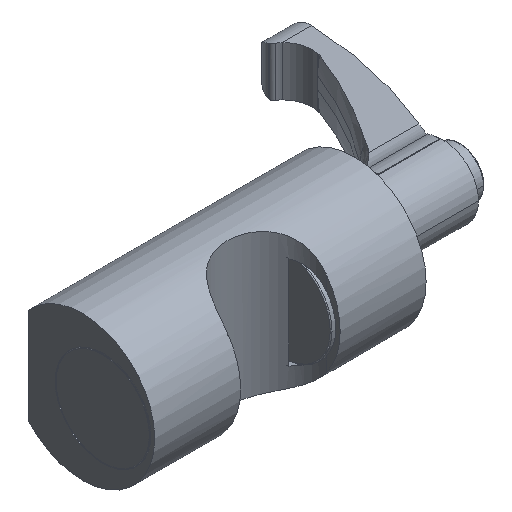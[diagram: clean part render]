
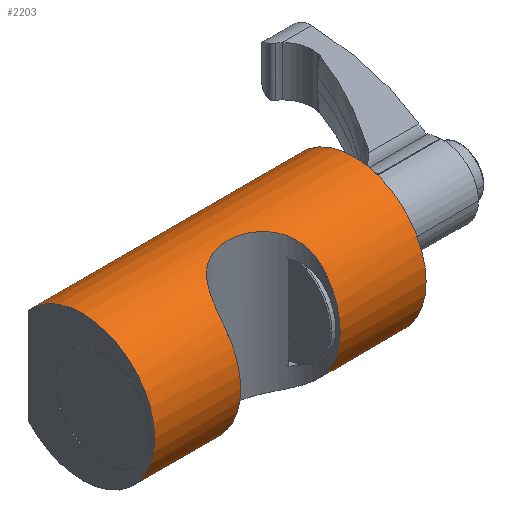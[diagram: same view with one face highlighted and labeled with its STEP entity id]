
A CAD part, isometric view. The second image highlights one B-rep face of the part: STEP entity #2203.
In plain terms, the highlighted cylindrical face has radius 16 mm (diameter 32 mm), a partial arc.
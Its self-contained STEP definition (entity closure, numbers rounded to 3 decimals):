
#1=CARTESIAN_POINT('',(-30.,4.5,0.));
#2=DIRECTION('',(1.,0.,0.));
#3=DIRECTION('',(0.,0.75,0.661));
#4=AXIS2_PLACEMENT_3D('',#1,#2,#3);
#20=DIRECTION('',(1.,0.,0.));
#21=VECTOR('',#20,60.);
#22=CARTESIAN_POINT('',(-30.,16.5,10.583));
#23=LINE('',#22,#21);
#24=CARTESIAN_POINT('',(-11.,-8.5,9.327));
#25=CARTESIAN_POINT('',(-11.,-8.19,9.76));
#26=CARTESIAN_POINT('',(-10.973,-7.546,10.566));
#27=CARTESIAN_POINT('',(-10.841,-6.547,11.602));
#28=CARTESIAN_POINT('',(-10.612,-5.542,12.479));
#29=CARTESIAN_POINT('',(-10.283,-4.545,13.216));
#30=CARTESIAN_POINT('',(-9.852,-3.568,13.832));
#31=CARTESIAN_POINT('',(-9.317,-2.617,14.342));
#32=CARTESIAN_POINT('',(-8.673,-1.702,14.76));
#33=CARTESIAN_POINT('',(-7.917,-0.834,15.094));
#34=CARTESIAN_POINT('',(-7.048,-0.026,15.353));
#35=CARTESIAN_POINT('',(-6.068,0.702,15.548));
#36=CARTESIAN_POINT('',(-4.986,1.332,15.687));
#37=CARTESIAN_POINT('',(-3.817,1.843,15.78));
#38=CARTESIAN_POINT('',(-2.581,2.219,15.838));
#39=CARTESIAN_POINT('',(-1.302,2.449,15.868));
#40=CARTESIAN_POINT('',(0.,2.526,15.878));
#41=CARTESIAN_POINT('',(1.302,2.449,15.868));
#42=CARTESIAN_POINT('',(2.581,2.219,15.838));
#43=CARTESIAN_POINT('',(3.817,1.843,15.78));
#44=CARTESIAN_POINT('',(4.986,1.332,15.687));
#45=CARTESIAN_POINT('',(6.069,0.702,15.548));
#46=CARTESIAN_POINT('',(7.048,-0.026,15.353));
#47=CARTESIAN_POINT('',(7.917,-0.834,15.094));
#48=CARTESIAN_POINT('',(8.673,-1.703,14.759));
#49=CARTESIAN_POINT('',(9.317,-2.618,14.342));
#50=CARTESIAN_POINT('',(9.852,-3.568,13.832));
#51=CARTESIAN_POINT('',(10.283,-4.545,13.216));
#52=CARTESIAN_POINT('',(10.612,-5.542,12.479));
#53=CARTESIAN_POINT('',(10.841,-6.547,11.602));
#54=CARTESIAN_POINT('',(10.973,-7.546,10.566));
#55=CARTESIAN_POINT('',(11.,-8.19,9.76));
#56=CARTESIAN_POINT('',(11.,-8.5,9.327));
#58=CARTESIAN_POINT('',(-11.,4.5,0.));
#59=DIRECTION('',(1.,0.,0.));
#60=DIRECTION('',(0.,-0.813,0.583));
#61=AXIS2_PLACEMENT_3D('',#58,#59,#60);
#63=CARTESIAN_POINT('',(11.,-8.5,-9.327));
#64=CARTESIAN_POINT('',(11.,-8.19,-9.76));
#65=CARTESIAN_POINT('',(10.973,-7.546,-10.566));
#66=CARTESIAN_POINT('',(10.841,-6.547,-11.602));
#67=CARTESIAN_POINT('',(10.612,-5.542,-12.479));
#68=CARTESIAN_POINT('',(10.283,-4.545,-13.216));
#69=CARTESIAN_POINT('',(9.852,-3.568,-13.832));
#70=CARTESIAN_POINT('',(9.317,-2.618,-14.342));
#71=CARTESIAN_POINT('',(8.673,-1.703,-14.759));
#72=CARTESIAN_POINT('',(7.917,-0.834,-15.094));
#73=CARTESIAN_POINT('',(7.048,-0.026,-15.353));
#74=CARTESIAN_POINT('',(6.069,0.702,-15.548));
#75=CARTESIAN_POINT('',(4.986,1.332,-15.687));
#76=CARTESIAN_POINT('',(3.817,1.843,-15.78));
#77=CARTESIAN_POINT('',(2.581,2.219,-15.838));
#78=CARTESIAN_POINT('',(1.302,2.449,-15.868));
#79=CARTESIAN_POINT('',(0.,2.526,-15.878));
#80=CARTESIAN_POINT('',(-1.302,2.449,-15.868));
#81=CARTESIAN_POINT('',(-2.581,2.219,-15.838));
#82=CARTESIAN_POINT('',(-3.817,1.843,-15.78));
#83=CARTESIAN_POINT('',(-4.986,1.332,-15.687));
#84=CARTESIAN_POINT('',(-6.068,0.702,-15.548));
#85=CARTESIAN_POINT('',(-7.048,-0.026,
-15.353));
#86=CARTESIAN_POINT('',(-7.917,-0.834,
-15.094));
#87=CARTESIAN_POINT('',(-8.673,-1.702,-14.76));
#88=CARTESIAN_POINT('',(-9.317,-2.617,-14.342));
#89=CARTESIAN_POINT('',(-9.852,-3.568,-13.832));
#90=CARTESIAN_POINT('',(-10.283,-4.545,-13.216));
#91=CARTESIAN_POINT('',(-10.612,-5.542,-12.479));
#92=CARTESIAN_POINT('',(-10.841,-6.547,-11.602));
#93=CARTESIAN_POINT('',(-10.973,-7.546,-10.566));
#94=CARTESIAN_POINT('',(-11.,-8.19,-9.76));
#95=CARTESIAN_POINT('',(-11.,-8.5,-9.327));
#97=CARTESIAN_POINT('',(11.,4.5,0.));
#98=DIRECTION('',(-1.,0.,0.));
#99=DIRECTION('',(0.,-0.813,-0.583));
#100=AXIS2_PLACEMENT_3D('',#97,#98,#99);
#102=DIRECTION('',(1.,0.,0.));
#103=VECTOR('',#102,60.);
#104=CARTESIAN_POINT('',(-30.,16.5,-10.583));
#105=LINE('',#104,#103);
#146=CARTESIAN_POINT('',(30.,4.5,0.));
#147=DIRECTION('',(1.,0.,0.));
#148=DIRECTION('',(0.,0.75,0.661));
#149=AXIS2_PLACEMENT_3D('',#146,#147,#148);
#1803=CARTESIAN_POINT('',(-30.,16.5,-10.583));
#1804=CARTESIAN_POINT('',(-30.,16.5,10.583));
#1805=VERTEX_POINT('',#1803);
#1806=VERTEX_POINT('',#1804);
#1807=CARTESIAN_POINT('',(30.,16.5,-10.583));
#1808=CARTESIAN_POINT('',(30.,16.5,10.583));
#1809=VERTEX_POINT('',#1807);
#1810=VERTEX_POINT('',#1808);
#1841=VERTEX_POINT('',#24);
#1842=VERTEX_POINT('',#56);
#1843=VERTEX_POINT('',#63);
#1844=VERTEX_POINT('',#95);
#2179=CARTESIAN_POINT('',(-30.,4.5,0.));
#2180=DIRECTION('',(1.,0.,0.));
#2181=DIRECTION('',(0.,-1.,0.));
#2182=AXIS2_PLACEMENT_3D('',#2179,#2180,#2181);
#2183=CYLINDRICAL_SURFACE('',#2182,16.);
#2184=ORIENTED_EDGE('',*,*,#2166,.F.);
#2186=ORIENTED_EDGE('',*,*,#2185,.T.);
#2188=ORIENTED_EDGE('',*,*,#2187,.T.);
#2190=ORIENTED_EDGE('',*,*,#2189,.F.);
#2191=EDGE_LOOP('',(#2184,#2186,#2188,#2190));
#2192=FACE_OUTER_BOUND('',#2191,.F.);
#2194=ORIENTED_EDGE('',*,*,#2193,.F.);
#2196=ORIENTED_EDGE('',*,*,#2195,.T.);
#2198=ORIENTED_EDGE('',*,*,#2197,.F.);
#2200=ORIENTED_EDGE('',*,*,#2199,.T.);
#2201=EDGE_LOOP('',(#2194,#2196,#2198,#2200));
#2202=FACE_BOUND('',#2201,.F.);
#2203=ADVANCED_FACE('',(#2192,#2202),#2183,.T.);
#5=CIRCLE('',#4,16.);
#57=B_SPLINE_CURVE_WITH_KNOTS('',3,(#24,#25,#26,#27,#28,#29,#30,#31,#32,#33,#34,
#35,#36,#37,#38,#39,#40,#41,#42,#43,#44,#45,#46,#47,#48,#49,#50,#51,#52,#53,#54,
#55,#56),.UNSPECIFIED.,.F.,.F.,(4,1,1,1,1,1,1,1,1,1,1,1,1,1,1,1,1,1,1,1,1,1,1,1,
1,1,1,1,1,1,4),(0.,0.033,0.067,0.1,
0.133,0.167,0.2,0.233,0.267,
0.3,0.333,0.367,0.4,0.433,
0.467,0.5,0.533,0.567,0.6,
0.633,0.667,0.7,0.733,0.767,
0.8,0.833,0.867,0.9,0.933,
0.967,1.),.UNSPECIFIED.);
#62=CIRCLE('',#61,16.);
#96=B_SPLINE_CURVE_WITH_KNOTS('',3,(#63,#64,#65,#66,#67,#68,#69,#70,#71,#72,#73,
#74,#75,#76,#77,#78,#79,#80,#81,#82,#83,#84,#85,#86,#87,#88,#89,#90,#91,#92,#93,
#94,#95),.UNSPECIFIED.,.F.,.F.,(4,1,1,1,1,1,1,1,1,1,1,1,1,1,1,1,1,1,1,1,1,1,1,1,
1,1,1,1,1,1,4),(0.,0.033,0.067,0.1,
0.133,0.167,0.2,0.233,0.267,
0.3,0.333,0.367,0.4,0.433,
0.467,0.5,0.533,0.567,0.6,
0.633,0.667,0.7,0.733,0.767,
0.8,0.833,0.867,0.9,0.933,
0.967,1.),.UNSPECIFIED.);
#101=CIRCLE('',#100,16.);
#150=CIRCLE('',#149,16.);
#2166=EDGE_CURVE('',#1806,#1805,#5,.T.);
#2185=EDGE_CURVE('',#1806,#1810,#23,.T.);
#2187=EDGE_CURVE('',#1810,#1809,#150,.T.);
#2189=EDGE_CURVE('',#1805,#1809,#105,.T.);
#2193=EDGE_CURVE('',#1841,#1842,#57,.T.);
#2195=EDGE_CURVE('',#1841,#1844,#62,.T.);
#2197=EDGE_CURVE('',#1843,#1844,#96,.T.);
#2199=EDGE_CURVE('',#1843,#1842,#101,.T.);
